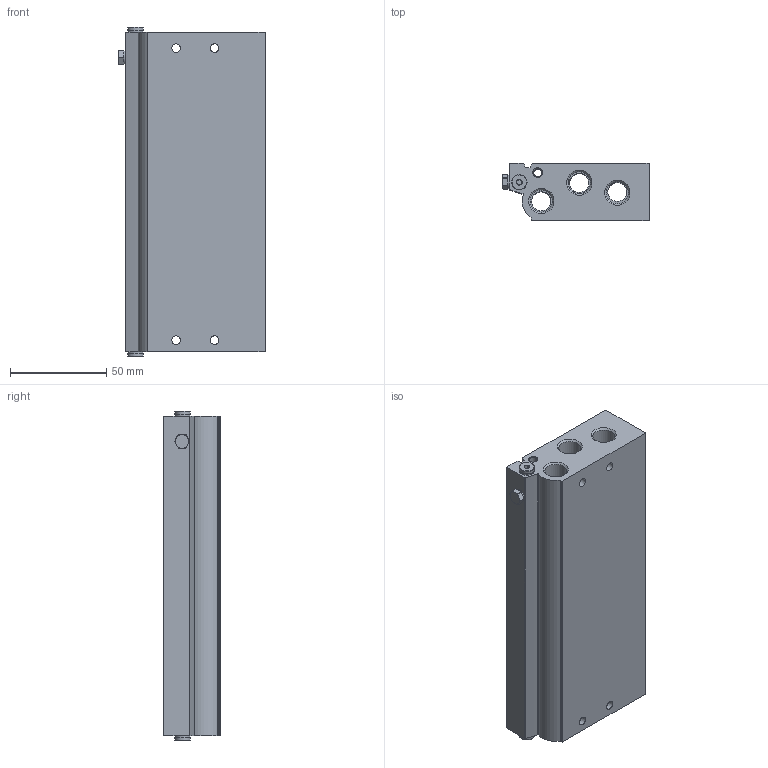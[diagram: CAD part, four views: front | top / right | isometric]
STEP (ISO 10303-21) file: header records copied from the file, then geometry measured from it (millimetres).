
FILE_DESCRIPTION(/* description */ ('STEP AP214'),/* implementation_level */ '2;1');
FILE_NAME(/* name */ '566649_VABM-L1-14W-G14-9',/* time_stamp */ '2024-09-16T01:51:09+02:00',/* author */ ('License CC BY-ND 4.0'),/* organization */ ('CADENAS'),/* preprocessor_version */ 'ST-DEVELOPER v19.3',/* originating_system */ 'PARTsolutions',/* authorisation */ ' ');
FILE_SCHEMA (('AUTOMOTIVE_DESIGN {1 0 10303 214 3 1 1}'));
Length unit declared in the file: millimetre
Products named in the file (4): 566649 VABM-L1-14W-G14-9; 566649 VABM-L1-14W-G14-9---(L1-P); 174308 B-M5-B; 743818 VUVG---(VS)
Assembly tree (4 placements, depth 2):
  566649 VABM-L1-14W-G14-9
    566649 VABM-L1-14W-G14-9---(L1-P)
    174308 B-M5-B  x2
    743818 VUVG---(VS)
Bounding box: 76.4 x 29.5 x 171.3 mm (x, y, z)
Volume: 246434 mm3; surface area: 85962.5 mm2
Topology: 4 solids, 4 shells, 721 faces, 1890 edges, 1230 vertices
Faces by surface type: plane 306, cylinder 259, cone 143, torus 13
Full cylindrical faces by diameter (mm): 0.7 x2, 0.9 x2, 1.6 x18, 2 x2, 2.013 x18, 2.35 x1, 2.5 x1, 3.3 x1, 3.4 x2, 3.5 x1, 4.019 x1, 4.1 x1, 4.134 x6, 4.5 x4, 4.65 x2, 5 x3, 5.8 x63, 7 x1, 7.2 x2, 8 x4, 8.566 x36, 9.728 x18, 10 x3, 11.445 x12, 13.157 x6
Entity records: 19851 total; most frequent: CARTESIAN_POINT 4437, DIRECTION 3036, ORIENTED_EDGE 2532, FACE_BOUND 1299, EDGE_CURVE 1266, AXIS2_PLACEMENT_3D 1242, EDGE_LOOP 1236, VERTEX_POINT 1039
